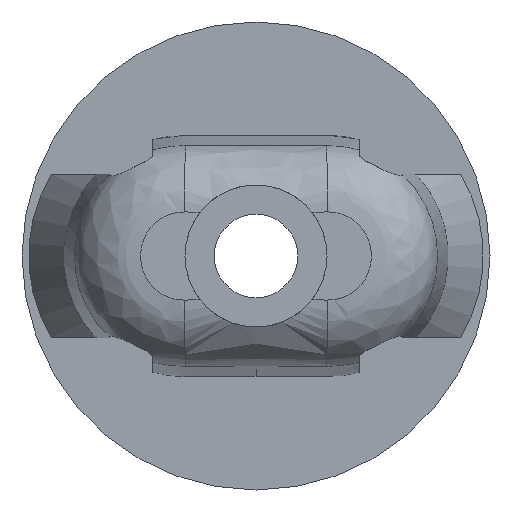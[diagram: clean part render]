
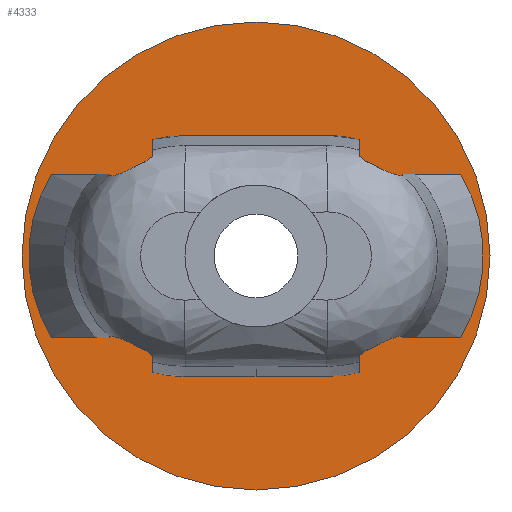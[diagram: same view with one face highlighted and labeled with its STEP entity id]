
A CAD part, front view. The second image highlights one B-rep face of the part: STEP entity #4333.
In plain terms, the highlighted planar face has unit normal (0, -1, 0).
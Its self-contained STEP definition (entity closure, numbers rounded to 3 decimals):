
#12 = LINE ( 'NONE', #4629, #584 ) ;
#26 = VERTEX_POINT ( 'NONE', #2135 ) ;
#134 = CARTESIAN_POINT ( 'NONE',  ( 4.3, -3., -7.2 ) ) ;
#146 = DIRECTION ( 'NONE',  ( -1., 0., 0. ) ) ;
#159 = DIRECTION ( 'NONE',  ( 0., 1., 0. ) ) ;
#163 = EDGE_CURVE ( 'NONE', #4422, #4248, #1339, .T. ) ;
#246 = CARTESIAN_POINT ( 'NONE',  ( -6.175, -3., 6.951 ) ) ;
#369 = CARTESIAN_POINT ( 'NONE',  ( 6.175, -3., -6.951 ) ) ;
#377 = EDGE_CURVE ( 'NONE', #4819, #3169, #3110, .T. ) ;
#388 = VECTOR ( 'NONE', #1899, 1000. ) ;
#463 = ORIENTED_EDGE ( 'NONE', *, *, #1852, .F. ) ;
#490 = CARTESIAN_POINT ( 'NONE',  ( 0., -3., 0. ) ) ;
#565 = CARTESIAN_POINT ( 'NONE',  ( -4.3, -3., 7.2 ) ) ;
#567 = CARTESIAN_POINT ( 'NONE',  ( -5.562, -3., -7.116 ) ) ;
#584 = VECTOR ( 'NONE', #4237, 1000. ) ;
#625 = CARTESIAN_POINT ( 'NONE',  ( -14., -3., 0. ) ) ;
#667 = EDGE_LOOP ( 'NONE', ( #3400, #3656 ) ) ;
#676 = CARTESIAN_POINT ( 'NONE',  ( 4.929, -3., 7.2 ) ) ;
#712 = EDGE_CURVE ( 'NONE', #4250, #3209, #4186, .T. ) ;
#715 = EDGE_LOOP ( 'NONE', ( #4374, #2831, #3969, #463, #5131, #3052, #2482, #1472, #2525 ) ) ;
#774 = CIRCLE ( 'NONE', #4209, 14. ) ;
#787 = CARTESIAN_POINT ( 'NONE',  ( -6.175, -3., 6.951 ) ) ;
#810 = CARTESIAN_POINT ( 'NONE',  ( -4.3, -3., -7.2 ) ) ;
#834 = CARTESIAN_POINT ( 'NONE',  ( -4.929, -3., 7.2 ) ) ;
#892 = DIRECTION ( 'NONE',  ( -1., 0., 0. ) ) ;
#1026 = CARTESIAN_POINT ( 'NONE',  ( 0., -3., 0. ) ) ;
#1099 = FACE_OUTER_BOUND ( 'NONE', #667, .T. ) ;
#1105 = VECTOR ( 'NONE', #146, 1000. ) ;
#1139 = VECTOR ( 'NONE', #3467, 1000. ) ;
#1261 = LINE ( 'NONE', #1513, #388 ) ;
#1339 = CIRCLE ( 'NONE', #2362, 14. ) ;
#1341 = LINE ( 'NONE', #2547, #1105 ) ;
#1371 = CARTESIAN_POINT ( 'NONE',  ( -4.3, -3., -7.2 ) ) ;
#1428 = B_SPLINE_CURVE_WITH_KNOTS ( 'NONE', 3,
 ( #134, #2557, #2156, #4508 ),
 .UNSPECIFIED., .F., .F.,
 ( 4, 4 ),
 ( 0., 0.002 ),
 .UNSPECIFIED. ) ;
#1459 = EDGE_CURVE ( 'NONE', #2604, #4819, #1717, .T. ) ;
#1472 = ORIENTED_EDGE ( 'NONE', *, *, #377, .F. ) ;
#1513 = CARTESIAN_POINT ( 'NONE',  ( 6.175, -3., -14. ) ) ;
#1686 = B_SPLINE_CURVE_WITH_KNOTS ( 'NONE', 3,
 ( #5013, #567, #2777, #1371 ),
 .UNSPECIFIED., .F., .F.,
 ( 4, 4 ),
 ( 0.021, 0.023 ),
 .UNSPECIFIED. ) ;
#1717 = LINE ( 'NONE', #2254, #4803 ) ;
#1794 = DIRECTION ( 'NONE',  ( 0., 1., 0. ) ) ;
#1852 = EDGE_CURVE ( 'NONE', #3661, #4250, #1341, .T. ) ;
#1899 = DIRECTION ( 'NONE',  ( 0., 0., 1. ) ) ;
#2104 = CARTESIAN_POINT ( 'NONE',  ( 0., -3., 0. ) ) ;
#2135 = CARTESIAN_POINT ( 'NONE',  ( -6.175, -3., -6.951 ) ) ;
#2156 = CARTESIAN_POINT ( 'NONE',  ( 5.562, -3., -7.116 ) ) ;
#2197 = CARTESIAN_POINT ( 'NONE',  ( 6.175, -3., 6.951 ) ) ;
#2254 = CARTESIAN_POINT ( 'NONE',  ( -4.3, -3., -7.2 ) ) ;
#2362 = AXIS2_PLACEMENT_3D ( 'NONE', #490, #159, #892 ) ;
#2482 = ORIENTED_EDGE ( 'NONE', *, *, #4199, .F. ) ;
#2523 = VERTEX_POINT ( 'NONE', #369 ) ;
#2525 = ORIENTED_EDGE ( 'NONE', *, *, #1459, .F. ) ;
#2547 = CARTESIAN_POINT ( 'NONE',  ( -4.3, -3., 7.2 ) ) ;
#2557 = CARTESIAN_POINT ( 'NONE',  ( 4.929, -3., -7.2 ) ) ;
#2593 = PLANE ( 'NONE',  #2788 ) ;
#2604 = VERTEX_POINT ( 'NONE', #810 ) ;
#2777 = CARTESIAN_POINT ( 'NONE',  ( -4.929, -3., -7.2 ) ) ;
#2788 = AXIS2_PLACEMENT_3D ( 'NONE', #1026, #1794, #3459 ) ;
#2831 = ORIENTED_EDGE ( 'NONE', *, *, #4840, .T. ) ;
#2981 = DIRECTION ( 'NONE',  ( -1., 0., 0. ) ) ;
#2983 = CARTESIAN_POINT ( 'NONE',  ( 0., -3., -7.2 ) ) ;
#3052 = ORIENTED_EDGE ( 'NONE', *, *, #4634, .F. ) ;
#3068 = CARTESIAN_POINT ( 'NONE',  ( -4.3, -3., -7.2 ) ) ;
#3110 = LINE ( 'NONE', #3068, #1139 ) ;
#3169 = VERTEX_POINT ( 'NONE', #4646 ) ;
#3209 = VERTEX_POINT ( 'NONE', #246 ) ;
#3240 = CARTESIAN_POINT ( 'NONE',  ( 6.175, -3., 6.951 ) ) ;
#3271 = FACE_BOUND ( 'NONE', #715, .T. ) ;
#3400 = ORIENTED_EDGE ( 'NONE', *, *, #163, .F. ) ;
#3443 = CARTESIAN_POINT ( 'NONE',  ( 5.562, -3., 7.116 ) ) ;
#3459 = DIRECTION ( 'NONE',  ( -1., 0., 0. ) ) ;
#3467 = DIRECTION ( 'NONE',  ( 1., 0., 0. ) ) ;
#3476 = CARTESIAN_POINT ( 'NONE',  ( 4.3, -3., 7.2 ) ) ;
#3656 = ORIENTED_EDGE ( 'NONE', *, *, #4240, .F. ) ;
#3661 = VERTEX_POINT ( 'NONE', #4156 ) ;
#3718 = EDGE_CURVE ( 'NONE', #26, #2604, #1686, .T. ) ;
#3845 = VERTEX_POINT ( 'NONE', #3240 ) ;
#3969 = ORIENTED_EDGE ( 'NONE', *, *, #712, .F. ) ;
#4037 = CARTESIAN_POINT ( 'NONE',  ( -5.562, -3., 7.116 ) ) ;
#4134 = CARTESIAN_POINT ( 'NONE',  ( 14., -3., 0. ) ) ;
#4156 = CARTESIAN_POINT ( 'NONE',  ( 4.3, -3., 7.2 ) ) ;
#4186 = B_SPLINE_CURVE_WITH_KNOTS ( 'NONE', 3,
 ( #4437, #834, #4037, #787 ),
 .UNSPECIFIED., .F., .F.,
 ( 4, 4 ),
 ( 0., 0.002 ),
 .UNSPECIFIED. ) ;
#4199 = EDGE_CURVE ( 'NONE', #3169, #2523, #1428, .T. ) ;
#4209 = AXIS2_PLACEMENT_3D ( 'NONE', #2104, #4956, #2981 ) ;
#4237 = DIRECTION ( 'NONE',  ( 0., 0., 1. ) ) ;
#4240 = EDGE_CURVE ( 'NONE', #4248, #4422, #774, .T. ) ;
#4248 = VERTEX_POINT ( 'NONE', #4134 ) ;
#4250 = VERTEX_POINT ( 'NONE', #565 ) ;
#4333 = ADVANCED_FACE ( 'NONE', ( #3271, #1099 ), #2593, .F. ) ;
#4374 = ORIENTED_EDGE ( 'NONE', *, *, #3718, .F. ) ;
#4422 = VERTEX_POINT ( 'NONE', #625 ) ;
#4437 = CARTESIAN_POINT ( 'NONE',  ( -4.3, -3., 7.2 ) ) ;
#4445 = EDGE_CURVE ( 'NONE', #3845, #3661, #4808, .T. ) ;
#4508 = CARTESIAN_POINT ( 'NONE',  ( 6.175, -3., -6.951 ) ) ;
#4629 = CARTESIAN_POINT ( 'NONE',  ( -6.175, -3., -14. ) ) ;
#4634 = EDGE_CURVE ( 'NONE', #2523, #3845, #1261, .T. ) ;
#4646 = CARTESIAN_POINT ( 'NONE',  ( 4.3, -3., -7.2 ) ) ;
#4803 = VECTOR ( 'NONE', #5062, 1000. ) ;
#4808 = B_SPLINE_CURVE_WITH_KNOTS ( 'NONE', 3,
 ( #2197, #3443, #676, #3476 ),
 .UNSPECIFIED., .F., .F.,
 ( 4, 4 ),
 ( 0.021, 0.023 ),
 .UNSPECIFIED. ) ;
#4819 = VERTEX_POINT ( 'NONE', #2983 ) ;
#4840 = EDGE_CURVE ( 'NONE', #26, #3209, #12, .T. ) ;
#4956 = DIRECTION ( 'NONE',  ( 0., 1., 0. ) ) ;
#5013 = CARTESIAN_POINT ( 'NONE',  ( -6.175, -3., -6.951 ) ) ;
#5062 = DIRECTION ( 'NONE',  ( 1., 0., 0. ) ) ;
#5131 = ORIENTED_EDGE ( 'NONE', *, *, #4445, .F. ) ;
